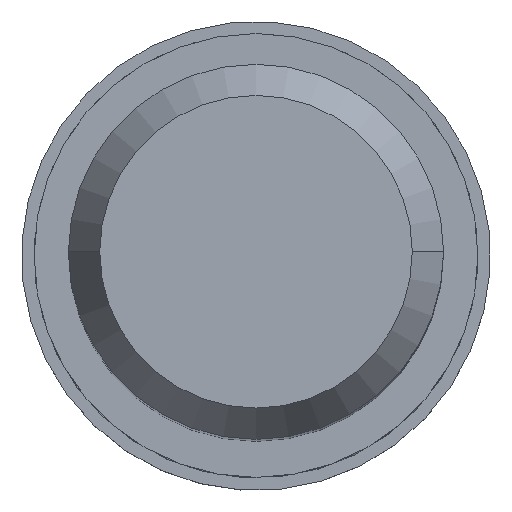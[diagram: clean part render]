
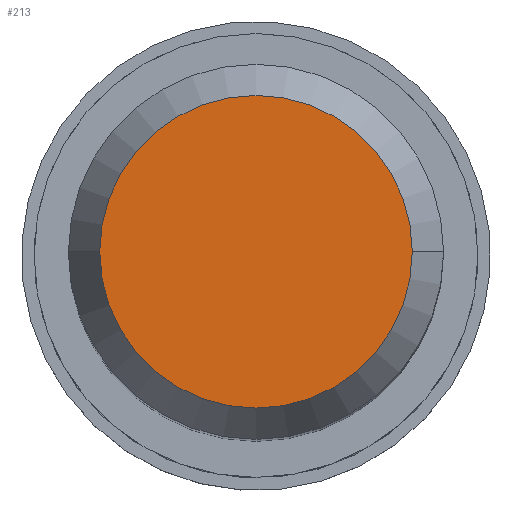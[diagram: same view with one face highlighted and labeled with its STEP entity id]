
A CAD part, top view. The second image highlights one B-rep face of the part: STEP entity #213.
In plain terms, the highlighted planar face has unit normal (0, 0, 1).
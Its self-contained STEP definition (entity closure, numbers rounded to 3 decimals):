
#70 = DIRECTION ( 'NONE',  ( 0., 0., 1. ) ) ;
#75 = CARTESIAN_POINT ( 'NONE',  ( -5., 0., 0. ) ) ;
#126 = CARTESIAN_POINT ( 'NONE',  ( 0., 0., 0. ) ) ;
#172 = AXIS2_PLACEMENT_3D ( 'NONE', #126, #984, #629 ) ;
#184 = ORIENTED_EDGE ( 'NONE', *, *, #526, .T. ) ;
#213 = ADVANCED_FACE ( 'NONE', ( #216 ), #1063, .F. ) ;
#216 = FACE_OUTER_BOUND ( 'NONE', #719, .T. ) ;
#226 = CIRCLE ( 'NONE', #683, 5. ) ;
#253 = ORIENTED_EDGE ( 'NONE', *, *, #447, .T. ) ;
#356 = DIRECTION ( 'NONE',  ( 0., 0., 1. ) ) ;
#368 = AXIS2_PLACEMENT_3D ( 'NONE', #616, #356, #794 ) ;
#447 = EDGE_CURVE ( 'NONE', #504, #462, #226, .T. ) ;
#462 = VERTEX_POINT ( 'NONE', #75 ) ;
#504 = VERTEX_POINT ( 'NONE', #1040 ) ;
#526 = EDGE_CURVE ( 'NONE', #462, #504, #770, .T. ) ;
#616 = CARTESIAN_POINT ( 'NONE',  ( 0., 0., 0. ) ) ;
#629 = DIRECTION ( 'NONE',  ( -1., 0., 0. ) ) ;
#683 = AXIS2_PLACEMENT_3D ( 'NONE', #843, #70, #930 ) ;
#719 = EDGE_LOOP ( 'NONE', ( #184, #253 ) ) ;
#770 = CIRCLE ( 'NONE', #368, 5. ) ;
#794 = DIRECTION ( 'NONE',  ( -1., 0., 0. ) ) ;
#843 = CARTESIAN_POINT ( 'NONE',  ( 0., 0., 0. ) ) ;
#930 = DIRECTION ( 'NONE',  ( -1., 0., 0. ) ) ;
#984 = DIRECTION ( 'NONE',  ( 0., 0., -1. ) ) ;
#1040 = CARTESIAN_POINT ( 'NONE',  ( 5., 0., 0. ) ) ;
#1063 = PLANE ( 'NONE',  #172 ) ;
